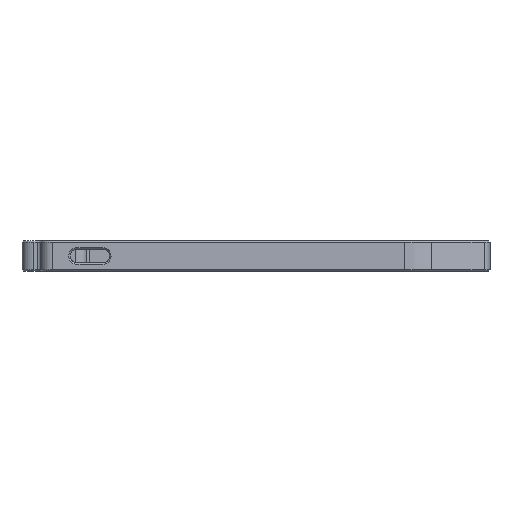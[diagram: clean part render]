
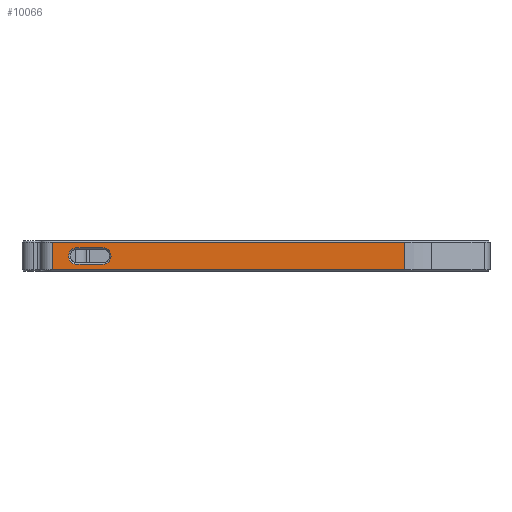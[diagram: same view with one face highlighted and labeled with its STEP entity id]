
A CAD part, left-side view. The second image highlights one B-rep face of the part: STEP entity #10066.
In plain terms, the highlighted planar face has unit normal (-1, 0, 0).
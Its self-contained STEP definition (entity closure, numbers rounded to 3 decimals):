
#2871 = VERTEX_POINT('',#2872);
#2872 = CARTESIAN_POINT('',(116.25,81.71,6.));
#2880 = VERTEX_POINT('',#2881);
#2881 = CARTESIAN_POINT('',(116.25,88.29,6.));
#2887 = EDGE_CURVE('',#2871,#2880,#2888,.T.);
#2888 = LINE('',#2889,#2890);
#2889 = CARTESIAN_POINT('',(116.25,81.71,6.));
#2890 = VECTOR('',#2891,1.);
#2891 = DIRECTION('',(-0.,1.,-0.));
#9883 = VERTEX_POINT('',#9884);
#9884 = CARTESIAN_POINT('',(116.25,88.29,1.78));
#9890 = EDGE_CURVE('',#2880,#9883,#9891,.T.);
#9891 = CIRCLE('',#9892,2.11);
#9892 = AXIS2_PLACEMENT_3D('',#9893,#9894,#9895);
#9893 = CARTESIAN_POINT('',(116.25,88.29,3.89));
#9894 = DIRECTION('',(-1.,0.,0.));
#9895 = DIRECTION('',(-0.,0.,1.));
#10046 = VERTEX_POINT('',#10047);
#10047 = CARTESIAN_POINT('',(116.25,81.71,1.78));
#10055 = EDGE_CURVE('',#10046,#2871,#10056,.T.);
#10056 = CIRCLE('',#10057,2.11);
#10057 = AXIS2_PLACEMENT_3D('',#10058,#10059,#10060);
#10058 = CARTESIAN_POINT('',(116.25,81.71,3.89));
#10059 = DIRECTION('',(-1.,-0.,0.));
#10060 = DIRECTION('',(-0.,0.,-1.));
#10066 = ADVANCED_FACE('',(#10067,#10078),#10112,.F.);
#10067 = FACE_BOUND('',#10068,.T.);
#10068 = EDGE_LOOP('',(#10069,#10070,#10071,#10072));
#10069 = ORIENTED_EDGE('',*,*,#9890,.F.);
#10070 = ORIENTED_EDGE('',*,*,#2887,.F.);
#10071 = ORIENTED_EDGE('',*,*,#10055,.F.);
#10072 = ORIENTED_EDGE('',*,*,#10073,.F.);
#10073 = EDGE_CURVE('',#9883,#10046,#10074,.T.);
#10074 = LINE('',#10075,#10076);
#10075 = CARTESIAN_POINT('',(116.25,88.29,1.78));
#10076 = VECTOR('',#10077,1.);
#10077 = DIRECTION('',(-0.,-1.,0.));
#10078 = FACE_BOUND('',#10079,.T.);
#10079 = EDGE_LOOP('',(#10080,#10090,#10098,#10106));
#10080 = ORIENTED_EDGE('',*,*,#10081,.T.);
#10081 = EDGE_CURVE('',#10082,#10084,#10086,.T.);
#10082 = VERTEX_POINT('',#10083);
#10083 = CARTESIAN_POINT('',(116.25,4.938,0.4));
#10084 = VERTEX_POINT('',#10085);
#10085 = CARTESIAN_POINT('',(116.25,4.938,7.4));
#10086 = LINE('',#10087,#10088);
#10087 = CARTESIAN_POINT('',(116.25,4.938,0.));
#10088 = VECTOR('',#10089,1.);
#10089 = DIRECTION('',(0.,0.,1.));
#10090 = ORIENTED_EDGE('',*,*,#10091,.F.);
#10091 = EDGE_CURVE('',#10092,#10084,#10094,.T.);
#10092 = VERTEX_POINT('',#10093);
#10093 = CARTESIAN_POINT('',(116.25,94.5,7.4));
#10094 = LINE('',#10095,#10096);
#10095 = CARTESIAN_POINT('',(116.25,94.5,7.4));
#10096 = VECTOR('',#10097,1.);
#10097 = DIRECTION('',(0.,-1.,0.));
#10098 = ORIENTED_EDGE('',*,*,#10099,.F.);
#10099 = EDGE_CURVE('',#10100,#10092,#10102,.T.);
#10100 = VERTEX_POINT('',#10101);
#10101 = CARTESIAN_POINT('',(116.25,94.5,0.4));
#10102 = LINE('',#10103,#10104);
#10103 = CARTESIAN_POINT('',(116.25,94.5,0.));
#10104 = VECTOR('',#10105,1.);
#10105 = DIRECTION('',(0.,0.,1.));
#10106 = ORIENTED_EDGE('',*,*,#10107,.T.);
#10107 = EDGE_CURVE('',#10100,#10082,#10108,.T.);
#10108 = LINE('',#10109,#10110);
#10109 = CARTESIAN_POINT('',(116.25,94.5,0.4));
#10110 = VECTOR('',#10111,1.);
#10111 = DIRECTION('',(-0.,-1.,-0.));
#10112 = PLANE('',#10113);
#10113 = AXIS2_PLACEMENT_3D('',#10114,#10115,#10116);
#10114 = CARTESIAN_POINT('',(116.25,4.938,0.));
#10115 = DIRECTION('',(1.,0.,0.));
#10116 = DIRECTION('',(0.,-1.,0.));
